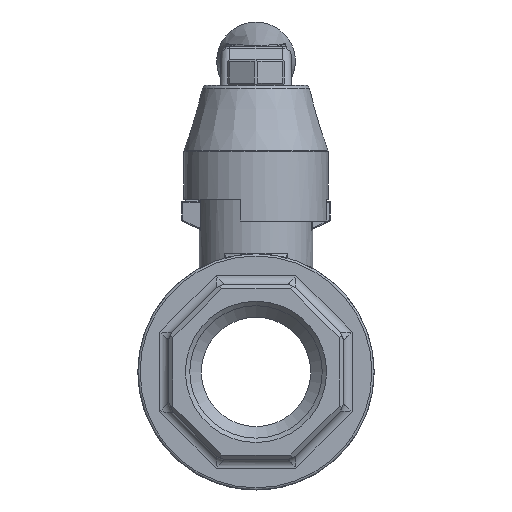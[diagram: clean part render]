
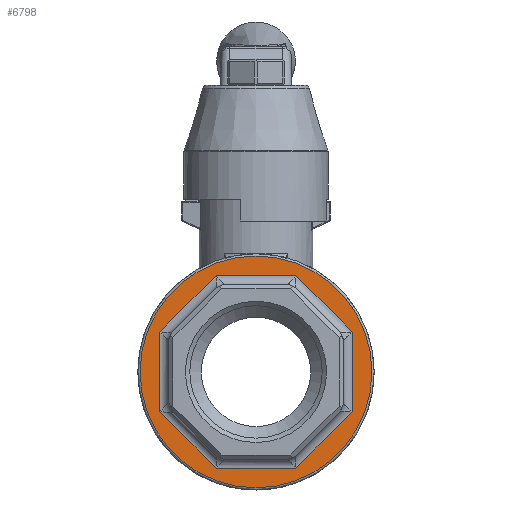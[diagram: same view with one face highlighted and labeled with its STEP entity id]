
A CAD part, front view. The second image highlights one B-rep face of the part: STEP entity #6798.
In plain terms, the highlighted planar face has unit normal (0, -1, 0).
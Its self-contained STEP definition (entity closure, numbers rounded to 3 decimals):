
#529=CIRCLE('',#7236,26.5);
#1291=ORIENTED_EDGE('',*,*,#2523,.T.);
#1292=ORIENTED_EDGE('',*,*,#2524,.T.);
#1293=ORIENTED_EDGE('',*,*,#2525,.T.);
#1294=ORIENTED_EDGE('',*,*,#2526,.T.);
#1295=ORIENTED_EDGE('',*,*,#2527,.T.);
#1296=ORIENTED_EDGE('',*,*,#2528,.T.);
#1297=ORIENTED_EDGE('',*,*,#2529,.T.);
#1298=ORIENTED_EDGE('',*,*,#2530,.T.);
#1299=ORIENTED_EDGE('',*,*,#2531,.T.);
#2523=EDGE_CURVE('',#3172,#3172,#529,.F.);
#2524=EDGE_CURVE('',#3173,#3174,#3563,.T.);
#2525=EDGE_CURVE('',#3174,#3175,#3564,.T.);
#2526=EDGE_CURVE('',#3175,#3176,#3565,.T.);
#2527=EDGE_CURVE('',#3176,#3177,#3566,.T.);
#2528=EDGE_CURVE('',#3177,#3178,#3567,.T.);
#2529=EDGE_CURVE('',#3178,#3179,#3568,.T.);
#2530=EDGE_CURVE('',#3179,#3180,#3569,.T.);
#2531=EDGE_CURVE('',#3180,#3173,#3570,.T.);
#3172=VERTEX_POINT('',#10558);
#3173=VERTEX_POINT('',#10560);
#3174=VERTEX_POINT('',#10561);
#3175=VERTEX_POINT('',#10563);
#3176=VERTEX_POINT('',#10565);
#3177=VERTEX_POINT('',#10567);
#3178=VERTEX_POINT('',#10569);
#3179=VERTEX_POINT('',#10571);
#3180=VERTEX_POINT('',#10573);
#3563=LINE('',#10559,#3960);
#3564=LINE('',#10562,#3961);
#3565=LINE('',#10564,#3962);
#3566=LINE('',#10566,#3963);
#3567=LINE('',#10568,#3964);
#3568=LINE('',#10570,#3965);
#3569=LINE('',#10572,#3966);
#3570=LINE('',#10574,#3967);
#3960=VECTOR('',#8152,1000.);
#3961=VECTOR('',#8153,1000.);
#3962=VECTOR('',#8154,1000.);
#3963=VECTOR('',#8155,1000.);
#3964=VECTOR('',#8156,1000.);
#3965=VECTOR('',#8157,1000.);
#3966=VECTOR('',#8158,1000.);
#3967=VECTOR('',#8159,1000.);
#4300=EDGE_LOOP('',(#1291));
#4301=EDGE_LOOP('',(#1292,#1293,#1294,#1295,#1296,#1297,#1298,#1299));
#4667=FACE_BOUND('',#4300,.T.);
#4668=FACE_BOUND('',#4301,.T.);
#4933=PLANE('',#7235);
#6798=ADVANCED_FACE('',(#4667,#4668),#4933,.F.);
#7235=AXIS2_PLACEMENT_3D('',#10556,#8148,#8149);
#7236=AXIS2_PLACEMENT_3D('',#10557,#8150,#8151);
#8148=DIRECTION('',(0.,1.,0.));
#8149=DIRECTION('',(0.,0.,1.));
#8150=DIRECTION('',(0.,1.,0.));
#8151=DIRECTION('',(0.,0.,1.));
#8152=DIRECTION('',(0.707,0.,-0.707));
#8153=DIRECTION('',(0.,0.,-1.));
#8154=DIRECTION('',(-0.707,0.,-0.707));
#8155=DIRECTION('',(-1.,0.,0.));
#8156=DIRECTION('',(-0.707,0.,0.707));
#8157=DIRECTION('',(0.,0.,1.));
#8158=DIRECTION('',(0.707,0.,0.707));
#8159=DIRECTION('',(1.,0.,0.));
#10556=CARTESIAN_POINT('',(0.,19.,0.));
#10557=CARTESIAN_POINT('',(0.,19.,0.));
#10558=CARTESIAN_POINT('',(0.,19.,26.5));
#10559=CARTESIAN_POINT('',(21.414,19.,9.698));
#10560=CARTESIAN_POINT('',(9.113,19.,22.));
#10561=CARTESIAN_POINT('',(22.,19.,9.113));
#10562=CARTESIAN_POINT('',(22.,19.,-8.284));
#10563=CARTESIAN_POINT('',(22.,19.,-9.113));
#10564=CARTESIAN_POINT('',(9.698,19.,-21.414));
#10565=CARTESIAN_POINT('',(9.113,19.,-22.));
#10566=CARTESIAN_POINT('',(-8.284,19.,-22.));
#10567=CARTESIAN_POINT('',(-9.113,19.,-22.));
#10568=CARTESIAN_POINT('',(-21.414,19.,-9.698));
#10569=CARTESIAN_POINT('',(-22.,19.,-9.113));
#10570=CARTESIAN_POINT('',(-22.,19.,8.284));
#10571=CARTESIAN_POINT('',(-22.,19.,9.113));
#10572=CARTESIAN_POINT('',(-9.698,19.,21.414));
#10573=CARTESIAN_POINT('',(-9.113,19.,22.));
#10574=CARTESIAN_POINT('',(8.284,19.,22.));
